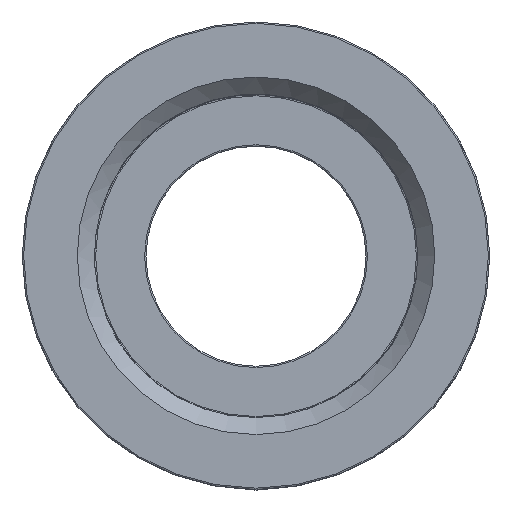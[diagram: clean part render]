
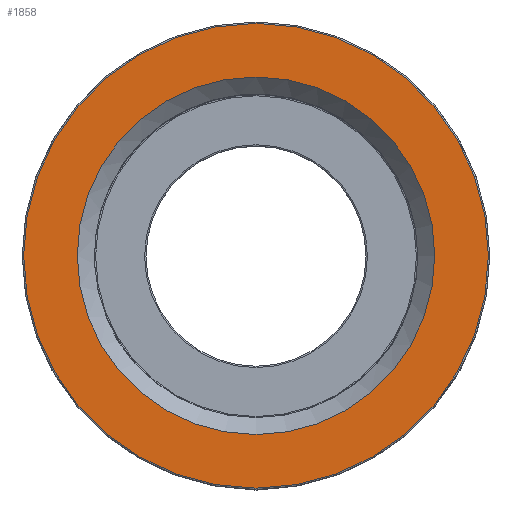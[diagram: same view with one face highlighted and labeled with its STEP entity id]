
A CAD part, top view. The second image highlights one B-rep face of the part: STEP entity #1858.
In plain terms, the highlighted planar face has unit normal (0, 0, 1).
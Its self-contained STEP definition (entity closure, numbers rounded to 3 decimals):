
#23=FACE_BOUND('',#260,.T.);
#95=PLANE('',#2006);
#134=FACE_OUTER_BOUND('',#259,.T.);
#259=EDGE_LOOP('',(#1346));
#260=EDGE_LOOP('',(#1347));
#365=CIRCLE('',#2005,13.);
#366=CIRCLE('',#2007,16.9);
#757=VERTEX_POINT('',#5649);
#758=VERTEX_POINT('',#5653);
#963=EDGE_CURVE('',#757,#757,#365,.T.);
#964=EDGE_CURVE('',#758,#758,#366,.T.);
#1346=ORIENTED_EDGE('',*,*,#964,.F.);
#1347=ORIENTED_EDGE('',*,*,#963,.F.);
#1858=ADVANCED_FACE('',(#134,#23),#95,.T.);
#2005=AXIS2_PLACEMENT_3D('',#5651,#2243,#2244);
#2006=AXIS2_PLACEMENT_3D('',#5652,#2245,#2246);
#2007=AXIS2_PLACEMENT_3D('',#5654,#2247,#2248);
#2243=DIRECTION('center_axis',(0.,0.,1.));
#2244=DIRECTION('ref_axis',(-1.,0.,0.));
#2245=DIRECTION('center_axis',(0.,0.,1.));
#2246=DIRECTION('ref_axis',(1.,0.,0.));
#2247=DIRECTION('center_axis',(0.,0.,-1.));
#2248=DIRECTION('ref_axis',(1.,0.,0.));
#5649=CARTESIAN_POINT('',(13.,0.,22.));
#5651=CARTESIAN_POINT('Origin',(0.,0.,22.));
#5652=CARTESIAN_POINT('Origin',(0.,0.,22.));
#5653=CARTESIAN_POINT('',(-16.9,0.,22.));
#5654=CARTESIAN_POINT('Origin',(0.,0.,22.));
